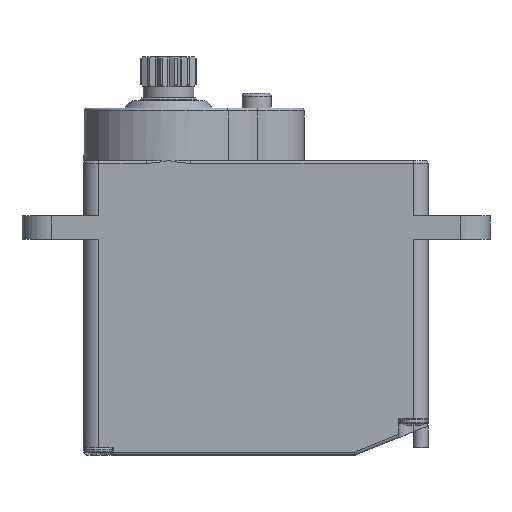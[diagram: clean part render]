
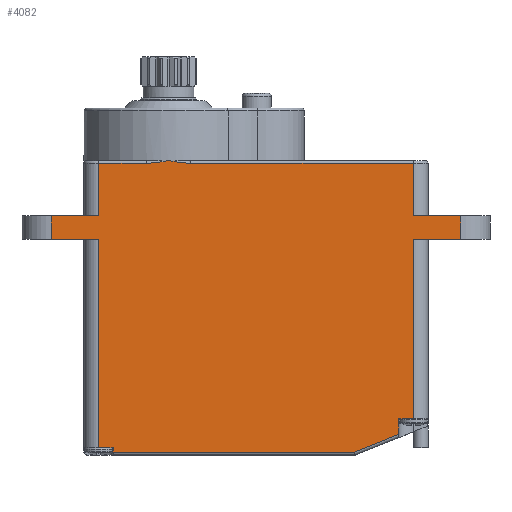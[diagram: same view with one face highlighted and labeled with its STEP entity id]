
A CAD part, front view. The second image highlights one B-rep face of the part: STEP entity #4082.
In plain terms, the highlighted planar face has unit normal (0, -1, 0).
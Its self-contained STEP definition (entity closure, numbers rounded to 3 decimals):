
#124=PLANE('',#4395);
#338=FACE_OUTER_BOUND('',#584,.T.);
#584=EDGE_LOOP('',(#2965,#2966,#2967,#2968,#2969,#2970,#2971,#2972,#2973,
#2974,#2975,#2976,#2977,#2978,#2979,#2980,#2981,#2982,#2983,#2984));
#1049=B_SPLINE_CURVE_WITH_KNOTS('',3,(#7375,#7376,#7377,#7378,#7379,#7380),
 .UNSPECIFIED.,.F.,.F.,(4,2,4),(-0.001,0.,0.151),
 .UNSPECIFIED.);
#1050=B_SPLINE_CURVE_WITH_KNOTS('',3,(#7382,#7383,#7384,#7385,#7386,#7387),
 .UNSPECIFIED.,.F.,.F.,(4,2,4),(0.294,0.445,0.446),
 .UNSPECIFIED.);
#1113=LINE('',#7341,#1407);
#1114=LINE('',#7345,#1408);
#1116=LINE('',#7351,#1410);
#1120=LINE('',#7359,#1414);
#1121=LINE('',#7361,#1415);
#1122=LINE('',#7363,#1416);
#1123=LINE('',#7365,#1417);
#1124=LINE('',#7367,#1418);
#1125=LINE('',#7369,#1419);
#1126=LINE('',#7371,#1420);
#1127=LINE('',#7373,#1421);
#1128=LINE('',#7389,#1422);
#1129=LINE('',#7391,#1423);
#1130=LINE('',#7393,#1424);
#1131=LINE('',#7395,#1425);
#1132=LINE('',#7397,#1426);
#1133=LINE('',#7399,#1427);
#1134=LINE('',#7400,#1428);
#1407=VECTOR('',#5037,10.);
#1408=VECTOR('',#5042,10.);
#1410=VECTOR('',#5048,10.);
#1414=VECTOR('',#5054,10.);
#1415=VECTOR('',#5055,10.);
#1416=VECTOR('',#5056,10.);
#1417=VECTOR('',#5057,10.);
#1418=VECTOR('',#5058,10.);
#1419=VECTOR('',#5059,10.);
#1420=VECTOR('',#5060,10.);
#1421=VECTOR('',#5061,10.);
#1422=VECTOR('',#5062,10.);
#1423=VECTOR('',#5063,10.);
#1424=VECTOR('',#5064,10.);
#1425=VECTOR('',#5065,10.);
#1426=VECTOR('',#5066,10.);
#1427=VECTOR('',#5067,10.);
#1428=VECTOR('',#5068,10.);
#1745=VERTEX_POINT('',#7338);
#1746=VERTEX_POINT('',#7340);
#1747=VERTEX_POINT('',#7344);
#1749=VERTEX_POINT('',#7350);
#1752=VERTEX_POINT('',#7358);
#1753=VERTEX_POINT('',#7360);
#1754=VERTEX_POINT('',#7362);
#1755=VERTEX_POINT('',#7364);
#1756=VERTEX_POINT('',#7366);
#1757=VERTEX_POINT('',#7368);
#1758=VERTEX_POINT('',#7370);
#1759=VERTEX_POINT('',#7372);
#1760=VERTEX_POINT('',#7374);
#1761=VERTEX_POINT('',#7381);
#1762=VERTEX_POINT('',#7388);
#1763=VERTEX_POINT('',#7390);
#1764=VERTEX_POINT('',#7392);
#1765=VERTEX_POINT('',#7394);
#1766=VERTEX_POINT('',#7396);
#1767=VERTEX_POINT('',#7398);
#2195=EDGE_CURVE('',#1745,#1746,#1113,.T.);
#2197=EDGE_CURVE('',#1746,#1747,#1114,.T.);
#2200=EDGE_CURVE('',#1749,#1747,#1116,.T.);
#2204=EDGE_CURVE('',#1745,#1752,#1120,.T.);
#2205=EDGE_CURVE('',#1752,#1753,#1121,.T.);
#2206=EDGE_CURVE('',#1754,#1753,#1122,.T.);
#2207=EDGE_CURVE('',#1754,#1755,#1123,.T.);
#2208=EDGE_CURVE('',#1756,#1755,#1124,.T.);
#2209=EDGE_CURVE('',#1757,#1756,#1125,.T.);
#2210=EDGE_CURVE('',#1758,#1757,#1126,.T.);
#2211=EDGE_CURVE('',#1759,#1758,#1127,.T.);
#2212=EDGE_CURVE('',#1760,#1759,#1049,.T.);
#2213=EDGE_CURVE('',#1761,#1760,#1050,.T.);
#2214=EDGE_CURVE('',#1762,#1761,#1128,.T.);
#2215=EDGE_CURVE('',#1763,#1762,#1129,.T.);
#2216=EDGE_CURVE('',#1764,#1763,#1130,.T.);
#2217=EDGE_CURVE('',#1765,#1764,#1131,.T.);
#2218=EDGE_CURVE('',#1765,#1766,#1132,.T.);
#2219=EDGE_CURVE('',#1767,#1766,#1133,.T.);
#2220=EDGE_CURVE('',#1767,#1749,#1134,.T.);
#2965=ORIENTED_EDGE('',*,*,#2197,.F.);
#2966=ORIENTED_EDGE('',*,*,#2195,.F.);
#2967=ORIENTED_EDGE('',*,*,#2204,.T.);
#2968=ORIENTED_EDGE('',*,*,#2205,.T.);
#2969=ORIENTED_EDGE('',*,*,#2206,.F.);
#2970=ORIENTED_EDGE('',*,*,#2207,.T.);
#2971=ORIENTED_EDGE('',*,*,#2208,.F.);
#2972=ORIENTED_EDGE('',*,*,#2209,.F.);
#2973=ORIENTED_EDGE('',*,*,#2210,.F.);
#2974=ORIENTED_EDGE('',*,*,#2211,.F.);
#2975=ORIENTED_EDGE('',*,*,#2212,.F.);
#2976=ORIENTED_EDGE('',*,*,#2213,.F.);
#2977=ORIENTED_EDGE('',*,*,#2214,.F.);
#2978=ORIENTED_EDGE('',*,*,#2215,.F.);
#2979=ORIENTED_EDGE('',*,*,#2216,.F.);
#2980=ORIENTED_EDGE('',*,*,#2217,.F.);
#2981=ORIENTED_EDGE('',*,*,#2218,.T.);
#2982=ORIENTED_EDGE('',*,*,#2219,.F.);
#2983=ORIENTED_EDGE('',*,*,#2220,.T.);
#2984=ORIENTED_EDGE('',*,*,#2200,.T.);
#4082=ADVANCED_FACE('',(#338),#124,.T.);
#4395=AXIS2_PLACEMENT_3D('',#7357,#5052,#5053);
#5037=DIRECTION('',(-0.928,0.,-0.371));
#5042=DIRECTION('',(-1.,0.,0.));
#5048=DIRECTION('',(0.,0.,-1.));
#5052=DIRECTION('center_axis',(0.,-1.,0.));
#5053=DIRECTION('ref_axis',(1.,0.,0.));
#5054=DIRECTION('',(0.,0.,1.));
#5055=DIRECTION('',(1.,0.,0.));
#5056=DIRECTION('',(0.,0.,-1.));
#5057=DIRECTION('',(1.,0.,0.));
#5058=DIRECTION('',(0.,0.,-1.));
#5059=DIRECTION('',(1.,0.,0.));
#5060=DIRECTION('',(0.,0.,-1.));
#5061=DIRECTION('',(1.,0.,0.));
#5062=DIRECTION('',(1.,0.,0.));
#5063=DIRECTION('',(0.,0.,1.));
#5064=DIRECTION('',(1.,0.,0.));
#5065=DIRECTION('',(0.,0.,1.));
#5066=DIRECTION('',(1.,0.,0.));
#5067=DIRECTION('',(0.,0.,1.));
#5068=DIRECTION('',(1.,0.,0.));
#7338=CARTESIAN_POINT('',(21.6,0.,1.415));
#7340=CARTESIAN_POINT('',(18.561,0.,0.2));
#7341=CARTESIAN_POINT('',(11.758,0.,-2.521));
#7344=CARTESIAN_POINT('',(2.,0.,0.2));
#7345=CARTESIAN_POINT('',(5.9,0.,0.2));
#7350=CARTESIAN_POINT('',(2.,0.,0.5));
#7351=CARTESIAN_POINT('',(2.,0.,0.));
#7357=CARTESIAN_POINT('Origin',(0.,0.,0.));
#7358=CARTESIAN_POINT('',(21.6,0.,2.5));
#7359=CARTESIAN_POINT('',(21.6,0.,0.));
#7360=CARTESIAN_POINT('',(22.6,0.,2.5));
#7361=CARTESIAN_POINT('',(11.3,0.,2.5));
#7362=CARTESIAN_POINT('',(22.6,0.,14.8));
#7363=CARTESIAN_POINT('',(22.6,0.,0.));
#7364=CARTESIAN_POINT('',(25.85,0.,14.8));
#7365=CARTESIAN_POINT('',(-4.25,0.,14.8));
#7366=CARTESIAN_POINT('',(25.85,0.,16.4));
#7367=CARTESIAN_POINT('',(25.85,0.,7.4));
#7368=CARTESIAN_POINT('',(22.6,0.,16.4));
#7369=CARTESIAN_POINT('',(-4.25,0.,16.4));
#7370=CARTESIAN_POINT('',(22.6,0.,20.));
#7371=CARTESIAN_POINT('',(22.6,0.,8.2));
#7372=CARTESIAN_POINT('',(7.31,0.,20.));
#7373=CARTESIAN_POINT('',(5.9,0.,20.));
#7374=CARTESIAN_POINT('',(5.8,0.,20.2));
#7375=CARTESIAN_POINT('Ctrl Pts',(5.8,0.,20.2));
#7376=CARTESIAN_POINT('Ctrl Pts',(5.803,0.,
20.199));
#7377=CARTESIAN_POINT('Ctrl Pts',(5.806,0.,20.199));
#7378=CARTESIAN_POINT('Ctrl Pts',(6.306,0.,
20.106));
#7379=CARTESIAN_POINT('Ctrl Pts',(6.806,0.,
20.));
#7380=CARTESIAN_POINT('Ctrl Pts',(7.31,0.,
20.));
#7381=CARTESIAN_POINT('',(4.29,0.,20.));
#7382=CARTESIAN_POINT('Ctrl Pts',(4.29,0.,
20.));
#7383=CARTESIAN_POINT('Ctrl Pts',(4.794,0.,
20.));
#7384=CARTESIAN_POINT('Ctrl Pts',(5.294,0.,
20.105));
#7385=CARTESIAN_POINT('Ctrl Pts',(5.793,0.,
20.199));
#7386=CARTESIAN_POINT('Ctrl Pts',(5.797,0.,
20.199));
#7387=CARTESIAN_POINT('Ctrl Pts',(5.8,0.,20.2));
#7388=CARTESIAN_POINT('',(1.,0.,20.));
#7389=CARTESIAN_POINT('',(5.9,0.,20.));
#7390=CARTESIAN_POINT('',(1.,0.,16.4));
#7391=CARTESIAN_POINT('',(1.,0.,8.2));
#7392=CARTESIAN_POINT('',(-2.25,0.,16.4));
#7393=CARTESIAN_POINT('',(-4.25,0.,16.4));
#7394=CARTESIAN_POINT('',(-2.25,0.,14.8));
#7395=CARTESIAN_POINT('',(-2.25,0.,7.4));
#7396=CARTESIAN_POINT('',(1.,0.,14.8));
#7397=CARTESIAN_POINT('',(-4.25,0.,14.8));
#7398=CARTESIAN_POINT('',(1.,0.,0.5));
#7399=CARTESIAN_POINT('',(1.,0.,0.));
#7400=CARTESIAN_POINT('',(0.5,0.,0.5));
